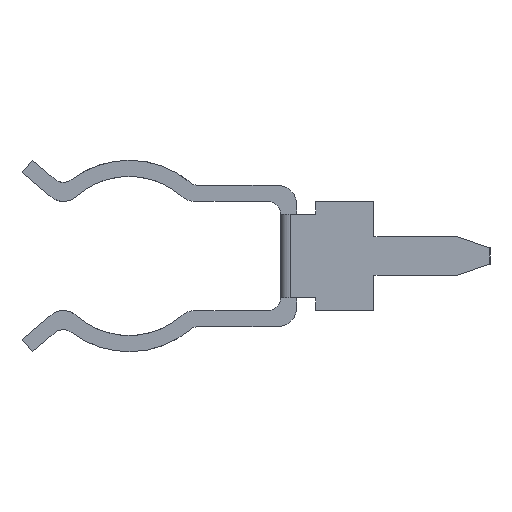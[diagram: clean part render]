
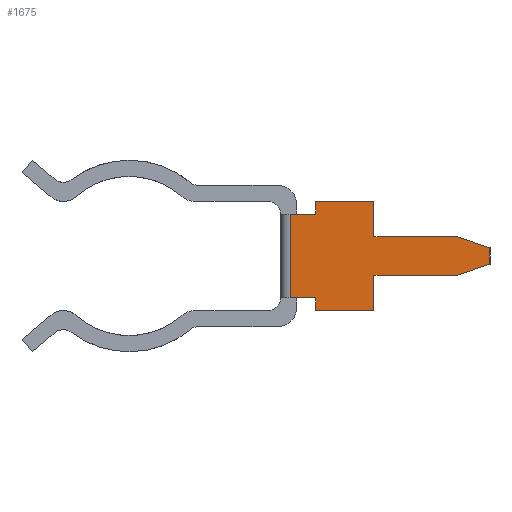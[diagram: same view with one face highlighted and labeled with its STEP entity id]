
A CAD part, left-side view. The second image highlights one B-rep face of the part: STEP entity #1675.
In plain terms, the highlighted planar face has unit normal (-1, 0, 0).
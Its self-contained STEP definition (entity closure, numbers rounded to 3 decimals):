
#4 = ORIENTED_EDGE ( 'NONE', *, *, #93, .T. ) ;
#50 = ORIENTED_EDGE ( 'NONE', *, *, #679, .T. ) ;
#64 = CARTESIAN_POINT ( 'NONE',  ( -2.55, -6.5, -0.25 ) ) ;
#93 = EDGE_CURVE ( 'NONE', #855, #1616, #565, .T. ) ;
#127 = DIRECTION ( 'NONE',  ( 0., 1., 0. ) ) ;
#129 = EDGE_CURVE ( 'NONE', #690, #2302, #1598, .T. ) ;
#134 = CARTESIAN_POINT ( 'NONE',  ( -2.55, -0.3, 1.295 ) ) ;
#141 = DIRECTION ( 'NONE',  ( 0., 0., -1. ) ) ;
#200 = VERTEX_POINT ( 'NONE', #215 ) ;
#210 = DIRECTION ( 'NONE',  ( 0., -0.944, 0.33 ) ) ;
#215 = CARTESIAN_POINT ( 'NONE',  ( -2.55, -1.1, -1.295 ) ) ;
#218 = CARTESIAN_POINT ( 'NONE',  ( -2.55, -1.1, -1.295 ) ) ;
#238 = EDGE_CURVE ( 'NONE', #2061, #320, #868, .T. ) ;
#280 = LINE ( 'NONE', #291, #643 ) ;
#285 = EDGE_CURVE ( 'NONE', #470, #1378, #585, .T. ) ;
#290 = DIRECTION ( 'NONE',  ( 0., 0.944, 0.33 ) ) ;
#291 = CARTESIAN_POINT ( 'NONE',  ( -2.55, -2.9, 0.6 ) ) ;
#306 = CARTESIAN_POINT ( 'NONE',  ( -2.55, 0., 1.295 ) ) ;
#318 = LINE ( 'NONE', #1030, #642 ) ;
#320 = VERTEX_POINT ( 'NONE', #1664 ) ;
#361 = ORIENTED_EDGE ( 'NONE', *, *, #1752, .T. ) ;
#369 = CARTESIAN_POINT ( 'NONE',  ( -2.55, -5.5, -0.6 ) ) ;
#386 = CARTESIAN_POINT ( 'NONE',  ( -2.55, -2.9, 1.695 ) ) ;
#438 = EDGE_CURVE ( 'NONE', #2302, #855, #1401, .T. ) ;
#470 = VERTEX_POINT ( 'NONE', #1932 ) ;
#503 = ORIENTED_EDGE ( 'NONE', *, *, #1003, .T. ) ;
#511 = CARTESIAN_POINT ( 'NONE',  ( -2.55, -2.9, -1.695 ) ) ;
#554 = VERTEX_POINT ( 'NONE', #386 ) ;
#565 = LINE ( 'NONE', #1299, #740 ) ;
#568 = VECTOR ( 'NONE', #1026, 1000. ) ;
#569 = LINE ( 'NONE', #1606, #2182 ) ;
#585 = LINE ( 'NONE', #1672, #705 ) ;
#598 = VECTOR ( 'NONE', #290, 1000. ) ;
#617 = CARTESIAN_POINT ( 'NONE',  ( -2.55, -1.1, 1.695 ) ) ;
#642 = VECTOR ( 'NONE', #141, 1000. ) ;
#643 = VECTOR ( 'NONE', #987, 1000. ) ;
#649 = LINE ( 'NONE', #660, #598 ) ;
#660 = CARTESIAN_POINT ( 'NONE',  ( -2.55, -5.5, 0.6 ) ) ;
#679 = EDGE_CURVE ( 'NONE', #1378, #2061, #1324, .T. ) ;
#690 = VERTEX_POINT ( 'NONE', #617 ) ;
#698 = EDGE_CURVE ( 'NONE', #320, #1241, #1300, .T. ) ;
#705 = VECTOR ( 'NONE', #2215, 1000. ) ;
#709 = CARTESIAN_POINT ( 'NONE',  ( -2.55, -6.5, -0.25 ) ) ;
#720 = CARTESIAN_POINT ( 'NONE',  ( -2.55, -5.5, 0.6 ) ) ;
#740 = VECTOR ( 'NONE', #1311, 1000. ) ;
#777 = EDGE_CURVE ( 'NONE', #1965, #1038, #649, .T. ) ;
#780 = LINE ( 'NONE', #218, #1520 ) ;
#816 = DIRECTION ( 'NONE',  ( 0., 0., -1. ) ) ;
#837 = AXIS2_PLACEMENT_3D ( 'NONE', #2099, #2304, #816 ) ;
#847 = ORIENTED_EDGE ( 'NONE', *, *, #1477, .T. ) ;
#853 = VECTOR ( 'NONE', #1459, 1000. ) ;
#855 = VERTEX_POINT ( 'NONE', #134 ) ;
#858 = CARTESIAN_POINT ( 'NONE',  ( -2.55, -2.9, 1.695 ) ) ;
#868 = LINE ( 'NONE', #369, #2291 ) ;
#902 = DIRECTION ( 'NONE',  ( 0., -1., 0. ) ) ;
#987 = DIRECTION ( 'NONE',  ( 0., 1., 0. ) ) ;
#1002 = VECTOR ( 'NONE', #2210, 1000. ) ;
#1003 = EDGE_CURVE ( 'NONE', #1241, #1965, #1626, .T. ) ;
#1013 = ORIENTED_EDGE ( 'NONE', *, *, #777, .T. ) ;
#1026 = DIRECTION ( 'NONE',  ( 0., 0., 1. ) ) ;
#1030 = CARTESIAN_POINT ( 'NONE',  ( -2.55, -1.1, -1.695 ) ) ;
#1038 = VERTEX_POINT ( 'NONE', #720 ) ;
#1140 = ORIENTED_EDGE ( 'NONE', *, *, #285, .T. ) ;
#1241 = VERTEX_POINT ( 'NONE', #1550 ) ;
#1270 = VECTOR ( 'NONE', #2105, 1000. ) ;
#1299 = CARTESIAN_POINT ( 'NONE',  ( -2.55, -0.3, 0. ) ) ;
#1300 = LINE ( 'NONE', #64, #2155 ) ;
#1311 = DIRECTION ( 'NONE',  ( 0., 0., -1. ) ) ;
#1324 = LINE ( 'NONE', #1839, #1002 ) ;
#1347 = ORIENTED_EDGE ( 'NONE', *, *, #698, .T. ) ;
#1358 = ORIENTED_EDGE ( 'NONE', *, *, #129, .T. ) ;
#1375 = PLANE ( 'NONE',  #837 ) ;
#1378 = VERTEX_POINT ( 'NONE', #511 ) ;
#1379 = CARTESIAN_POINT ( 'NONE',  ( -2.55, -1.1, 1.295 ) ) ;
#1383 = CARTESIAN_POINT ( 'NONE',  ( -2.55, -2.9, -0.6 ) ) ;
#1401 = LINE ( 'NONE', #306, #2191 ) ;
#1459 = DIRECTION ( 'NONE',  ( 0., 0., 1. ) ) ;
#1477 = EDGE_CURVE ( 'NONE', #200, #470, #318, .T. ) ;
#1520 = VECTOR ( 'NONE', #2039, 1000. ) ;
#1523 = ORIENTED_EDGE ( 'NONE', *, *, #438, .T. ) ;
#1550 = CARTESIAN_POINT ( 'NONE',  ( -2.55, -6.5, -0.25 ) ) ;
#1583 = CARTESIAN_POINT ( 'NONE',  ( -2.55, -0.3, -1.295 ) ) ;
#1587 = EDGE_LOOP ( 'NONE', ( #1523, #4, #1641, #847, #1140, #50, #2153, #1347, #503, #1013, #2300, #1779, #361, #1358 ) ) ;
#1598 = LINE ( 'NONE', #1379, #1270 ) ;
#1606 = CARTESIAN_POINT ( 'NONE',  ( -2.55, -1.1, 1.695 ) ) ;
#1614 = CARTESIAN_POINT ( 'NONE',  ( -2.55, -1.1, 1.295 ) ) ;
#1616 = VERTEX_POINT ( 'NONE', #1583 ) ;
#1626 = LINE ( 'NONE', #709, #853 ) ;
#1632 = CARTESIAN_POINT ( 'NONE',  ( -2.55, -2.9, 0.6 ) ) ;
#1641 = ORIENTED_EDGE ( 'NONE', *, *, #1983, .T. ) ;
#1664 = CARTESIAN_POINT ( 'NONE',  ( -2.55, -5.5, -0.6 ) ) ;
#1670 = CARTESIAN_POINT ( 'NONE',  ( -2.55, -6.5, 0.25 ) ) ;
#1672 = CARTESIAN_POINT ( 'NONE',  ( -2.55, -2.9, -1.695 ) ) ;
#1675 = ADVANCED_FACE ( 'NONE', ( #2290 ), #1375, .F. ) ;
#1752 = EDGE_CURVE ( 'NONE', #554, #690, #569, .T. ) ;
#1778 = VERTEX_POINT ( 'NONE', #1632 ) ;
#1779 = ORIENTED_EDGE ( 'NONE', *, *, #2052, .T. ) ;
#1832 = DIRECTION ( 'NONE',  ( 0., 1., 0. ) ) ;
#1839 = CARTESIAN_POINT ( 'NONE',  ( -2.55, -2.9, -0.6 ) ) ;
#1932 = CARTESIAN_POINT ( 'NONE',  ( -2.55, -1.1, -1.695 ) ) ;
#1965 = VERTEX_POINT ( 'NONE', #1670 ) ;
#1983 = EDGE_CURVE ( 'NONE', #1616, #200, #780, .T. ) ;
#2039 = DIRECTION ( 'NONE',  ( 0., -1., 0. ) ) ;
#2052 = EDGE_CURVE ( 'NONE', #1778, #554, #2084, .T. ) ;
#2061 = VERTEX_POINT ( 'NONE', #1383 ) ;
#2084 = LINE ( 'NONE', #858, #568 ) ;
#2099 = CARTESIAN_POINT ( 'NONE',  ( -2.55, 0., 0. ) ) ;
#2105 = DIRECTION ( 'NONE',  ( 0., 0., -1. ) ) ;
#2116 = EDGE_CURVE ( 'NONE', #1038, #1778, #280, .T. ) ;
#2153 = ORIENTED_EDGE ( 'NONE', *, *, #238, .T. ) ;
#2155 = VECTOR ( 'NONE', #210, 1000. ) ;
#2182 = VECTOR ( 'NONE', #1832, 1000. ) ;
#2191 = VECTOR ( 'NONE', #127, 1000. ) ;
#2210 = DIRECTION ( 'NONE',  ( 0., 0., 1. ) ) ;
#2215 = DIRECTION ( 'NONE',  ( 0., -1., 0. ) ) ;
#2290 = FACE_OUTER_BOUND ( 'NONE', #1587, .T. ) ;
#2291 = VECTOR ( 'NONE', #902, 1000. ) ;
#2300 = ORIENTED_EDGE ( 'NONE', *, *, #2116, .T. ) ;
#2302 = VERTEX_POINT ( 'NONE', #1614 ) ;
#2304 = DIRECTION ( 'NONE',  ( 1., 0., 0. ) ) ;
